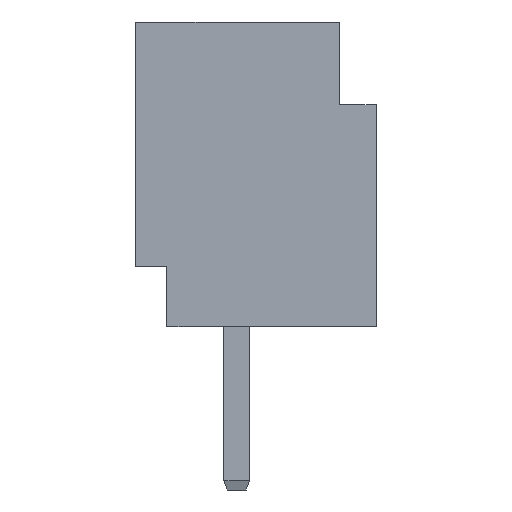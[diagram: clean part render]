
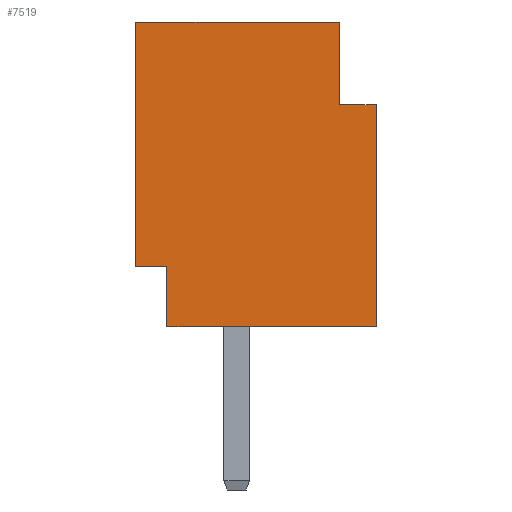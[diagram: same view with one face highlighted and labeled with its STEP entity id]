
A CAD part, left-side view. The second image highlights one B-rep face of the part: STEP entity #7519.
In plain terms, the highlighted planar face has unit normal (-1, 0, 0).
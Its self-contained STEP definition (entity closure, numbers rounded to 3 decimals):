
#451=ORIENTED_EDGE('',*,*,#1913,.T.);
#452=ORIENTED_EDGE('',*,*,#1971,.T.);
#453=ORIENTED_EDGE('',*,*,#1989,.T.);
#454=ORIENTED_EDGE('',*,*,#1990,.F.);
#455=ORIENTED_EDGE('',*,*,#1902,.F.);
#456=ORIENTED_EDGE('',*,*,#1982,.F.);
#457=ORIENTED_EDGE('',*,*,#1991,.F.);
#458=ORIENTED_EDGE('',*,*,#1992,.T.);
#1902=EDGE_CURVE('',#2676,#2677,#3176,.T.);
#1913=EDGE_CURVE('',#2687,#2686,#3187,.T.);
#1971=EDGE_CURVE('',#2686,#2740,#3245,.T.);
#1982=EDGE_CURVE('',#2748,#2676,#3256,.T.);
#1989=EDGE_CURVE('',#2740,#2753,#3263,.T.);
#1990=EDGE_CURVE('',#2677,#2753,#3264,.T.);
#1991=EDGE_CURVE('',#2754,#2748,#3265,.T.);
#1992=EDGE_CURVE('',#2754,#2687,#3266,.T.);
#2676=VERTEX_POINT('',#9269);
#2677=VERTEX_POINT('',#9271);
#2686=VERTEX_POINT('',#9292);
#2687=VERTEX_POINT('',#9294);
#2740=VERTEX_POINT('',#9407);
#2748=VERTEX_POINT('',#9429);
#2753=VERTEX_POINT('',#9444);
#2754=VERTEX_POINT('',#9447);
#3176=LINE('',#9270,#3686);
#3187=LINE('',#9293,#3697);
#3245=LINE('',#9408,#3755);
#3256=LINE('',#9430,#3766);
#3263=LINE('',#9443,#3773);
#3264=LINE('',#9445,#3774);
#3265=LINE('',#9446,#3775);
#3266=LINE('',#9448,#3776);
#3686=VECTOR('',#8168,1000.);
#3697=VECTOR('',#8183,1000.);
#3755=VECTOR('',#8247,1000.);
#3766=VECTOR('',#8264,1000.);
#3773=VECTOR('',#8275,1000.);
#3774=VECTOR('',#8276,1000.);
#3775=VECTOR('',#8277,1000.);
#3776=VECTOR('',#8278,1000.);
#4204=EDGE_LOOP('',(#451,#452,#453,#454,#455,#456,#457,#458));
#4564=FACE_BOUND('',#4204,.T.);
#4917=PLANE('',#7874);
#7519=ADVANCED_FACE('',(#4564),#4917,.T.);
#7874=AXIS2_PLACEMENT_3D('',#9442,#8273,#8274);
#8168=DIRECTION('',(0.,0.,-1.));
#8183=DIRECTION('',(0.,0.,-1.));
#8247=DIRECTION('',(0.,-1.,0.));
#8264=DIRECTION('',(0.,-1.,0.));
#8273=DIRECTION('',(-1.,0.,0.));
#8274=DIRECTION('',(0.,0.,1.));
#8275=DIRECTION('',(0.,0.,-1.));
#8276=DIRECTION('',(0.,1.,0.));
#8277=DIRECTION('',(0.,0.,-1.));
#8278=DIRECTION('',(0.,1.,0.));
#9269=CARTESIAN_POINT('',(-5.248,-1.93,3.073));
#9270=CARTESIAN_POINT('',(-5.248,-1.93,1.27));
#9271=CARTESIAN_POINT('',(-5.248,-1.93,0.));
#9292=CARTESIAN_POINT('',(-5.248,1.397,0.838));
#9293=CARTESIAN_POINT('',(-5.248,1.397,1.27));
#9294=CARTESIAN_POINT('',(-5.248,1.397,4.216));
#9407=CARTESIAN_POINT('',(-5.248,0.965,0.838));
#9408=CARTESIAN_POINT('',(-5.248,1.397,0.838));
#9429=CARTESIAN_POINT('',(-5.248,-1.422,3.073));
#9430=CARTESIAN_POINT('',(-5.248,-1.422,3.073));
#9442=CARTESIAN_POINT('',(-5.248,-1.93,1.27));
#9443=CARTESIAN_POINT('',(-5.248,0.965,0.838));
#9444=CARTESIAN_POINT('',(-5.248,0.965,0.));
#9445=CARTESIAN_POINT('',(-5.248,-1.93,0.));
#9446=CARTESIAN_POINT('',(-5.248,-1.422,4.216));
#9447=CARTESIAN_POINT('',(-5.248,-1.422,4.216));
#9448=CARTESIAN_POINT('',(-5.248,-1.93,4.216));
